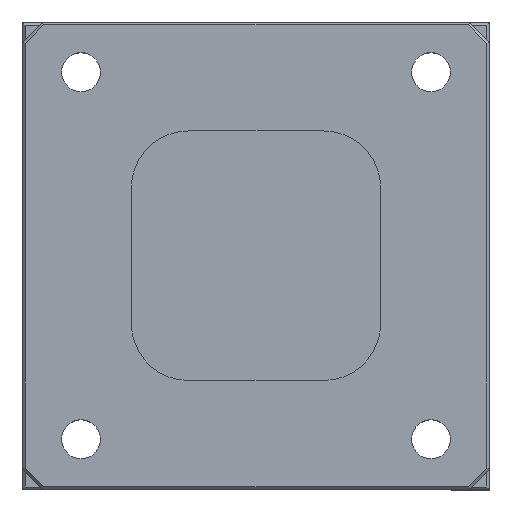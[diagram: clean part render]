
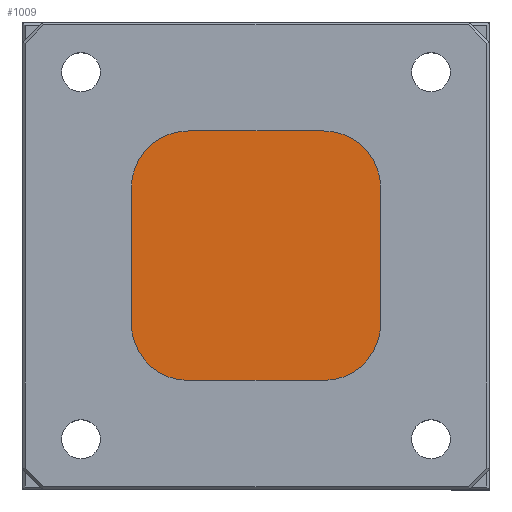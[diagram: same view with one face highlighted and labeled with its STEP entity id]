
A CAD part, top view. The second image highlights one B-rep face of the part: STEP entity #1009.
In plain terms, the highlighted planar face has unit normal (0, 0, 1).
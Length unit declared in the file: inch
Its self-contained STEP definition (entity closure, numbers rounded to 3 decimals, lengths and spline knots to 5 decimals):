
#24 = EDGE_CURVE ( 'NONE', #2172, #477, #532, .T. ) ;
#63 = LINE ( 'NONE', #1561, #1110 ) ;
#116 = AXIS2_PLACEMENT_3D ( 'NONE', #1252, #3049, #3101 ) ;
#144 = CARTESIAN_POINT ( 'NONE',  ( -0.235, 0.235, 0.545 ) ) ;
#145 = LINE ( 'NONE', #440, #2035 ) ;
#249 = VERTEX_POINT ( 'NONE', #2844 ) ;
#264 = DIRECTION ( 'NONE',  ( 0., 1., 0. ) ) ;
#277 = AXIS2_PLACEMENT_3D ( 'NONE', #1783, #1490, #492 ) ;
#331 = CARTESIAN_POINT ( 'NONE',  ( 0.235, 0.435, 0.545 ) ) ;
#359 = CARTESIAN_POINT ( 'NONE',  ( 0.235, -0.235, 0.545 ) ) ;
#393 = ORIENTED_EDGE ( 'NONE', *, *, #1641, .T. ) ;
#411 = DIRECTION ( 'NONE',  ( 1., 0., 0. ) ) ;
#417 = CARTESIAN_POINT ( 'NONE',  ( 0.435, -0.235, 0.545 ) ) ;
#440 = CARTESIAN_POINT ( 'NONE',  ( -0.435, 0.235, 0.545 ) ) ;
#477 = VERTEX_POINT ( 'NONE', #2184 ) ;
#492 = DIRECTION ( 'NONE',  ( 1., 0., 0. ) ) ;
#497 = ORIENTED_EDGE ( 'NONE', *, *, #2323, .T. ) ;
#521 = VERTEX_POINT ( 'NONE', #1428 ) ;
#532 = LINE ( 'NONE', #1575, #671 ) ;
#598 = ORIENTED_EDGE ( 'NONE', *, *, #24, .T. ) ;
#645 = ORIENTED_EDGE ( 'NONE', *, *, #906, .T. ) ;
#671 = VECTOR ( 'NONE', #264, 39.37008 ) ;
#840 = CARTESIAN_POINT ( 'NONE',  ( -0.235, -0.235, 0.545 ) ) ;
#906 = EDGE_CURVE ( 'NONE', #2671, #2172, #2633, .T. ) ;
#908 = DIRECTION ( 'NONE',  ( 0., 0., 1. ) ) ;
#944 = DIRECTION ( 'NONE',  ( 1., 0., 0. ) ) ;
#1009 = ADVANCED_FACE ( 'NONE', ( #2020 ), #2558, .T. ) ;
#1054 = EDGE_CURVE ( 'NONE', #521, #2671, #63, .T. ) ;
#1102 = DIRECTION ( 'NONE',  ( 1., 0., 0. ) ) ;
#1110 = VECTOR ( 'NONE', #1102, 39.37008 ) ;
#1159 = AXIS2_PLACEMENT_3D ( 'NONE', #840, #1905, #2730 ) ;
#1163 = ORIENTED_EDGE ( 'NONE', *, *, #1198, .T. ) ;
#1198 = EDGE_CURVE ( 'NONE', #3384, #521, #2358, .T. ) ;
#1252 = CARTESIAN_POINT ( 'NONE',  ( 0.235, 0.235, 0.545 ) ) ;
#1303 = ORIENTED_EDGE ( 'NONE', *, *, #1054, .T. ) ;
#1404 = EDGE_CURVE ( 'NONE', #249, #3384, #145, .T. ) ;
#1428 = CARTESIAN_POINT ( 'NONE',  ( -0.235, -0.435, 0.545 ) ) ;
#1478 = CARTESIAN_POINT ( 'NONE',  ( -0.435, -0.235, 0.545 ) ) ;
#1484 = DIRECTION ( 'NONE',  ( 0., -1., 0. ) ) ;
#1490 = DIRECTION ( 'NONE',  ( 0., 0., 1. ) ) ;
#1561 = CARTESIAN_POINT ( 'NONE',  ( -0.235, -0.435, 0.545 ) ) ;
#1570 = DIRECTION ( 'NONE',  ( -1., 0., 0. ) ) ;
#1575 = CARTESIAN_POINT ( 'NONE',  ( 0.435, -0.235, 0.545 ) ) ;
#1604 = CIRCLE ( 'NONE', #116, 0.2 ) ;
#1612 = VECTOR ( 'NONE', #1570, 39.37008 ) ;
#1641 = EDGE_CURVE ( 'NONE', #477, #2602, #1604, .T. ) ;
#1783 = CARTESIAN_POINT ( 'NONE',  ( -0.235, -0.235, 0.545 ) ) ;
#1905 = DIRECTION ( 'NONE',  ( 0., 0., 1. ) ) ;
#1988 = CIRCLE ( 'NONE', #2751, 0.2 ) ;
#1992 = VERTEX_POINT ( 'NONE', #3271 ) ;
#2020 = FACE_OUTER_BOUND ( 'NONE', #2134, .T. ) ;
#2035 = VECTOR ( 'NONE', #1484, 39.37008 ) ;
#2051 = CARTESIAN_POINT ( 'NONE',  ( 0.235, 0.435, 0.545 ) ) ;
#2134 = EDGE_LOOP ( 'NONE', ( #1163, #1303, #645, #598, #393, #2442, #497, #3223 ) ) ;
#2172 = VERTEX_POINT ( 'NONE', #417 ) ;
#2184 = CARTESIAN_POINT ( 'NONE',  ( 0.435, 0.235, 0.545 ) ) ;
#2323 = EDGE_CURVE ( 'NONE', #1992, #249, #1988, .T. ) ;
#2358 = CIRCLE ( 'NONE', #1159, 0.2 ) ;
#2442 = ORIENTED_EDGE ( 'NONE', *, *, #2568, .T. ) ;
#2558 = PLANE ( 'NONE',  #277 ) ;
#2568 = EDGE_CURVE ( 'NONE', #2602, #1992, #3089, .T. ) ;
#2602 = VERTEX_POINT ( 'NONE', #331 ) ;
#2627 = CARTESIAN_POINT ( 'NONE',  ( 0.235, -0.435, 0.545 ) ) ;
#2633 = CIRCLE ( 'NONE', #2903, 0.2 ) ;
#2671 = VERTEX_POINT ( 'NONE', #2627 ) ;
#2687 = DIRECTION ( 'NONE',  ( 0., 0., 1. ) ) ;
#2730 = DIRECTION ( 'NONE',  ( 1., 0., 0. ) ) ;
#2751 = AXIS2_PLACEMENT_3D ( 'NONE', #144, #908, #411 ) ;
#2844 = CARTESIAN_POINT ( 'NONE',  ( -0.435, 0.235, 0.545 ) ) ;
#2903 = AXIS2_PLACEMENT_3D ( 'NONE', #359, #2687, #944 ) ;
#3049 = DIRECTION ( 'NONE',  ( 0., 0., 1. ) ) ;
#3089 = LINE ( 'NONE', #2051, #1612 ) ;
#3101 = DIRECTION ( 'NONE',  ( 1., 0., 0. ) ) ;
#3223 = ORIENTED_EDGE ( 'NONE', *, *, #1404, .T. ) ;
#3271 = CARTESIAN_POINT ( 'NONE',  ( -0.235, 0.435, 0.545 ) ) ;
#3384 = VERTEX_POINT ( 'NONE', #1478 ) ;
